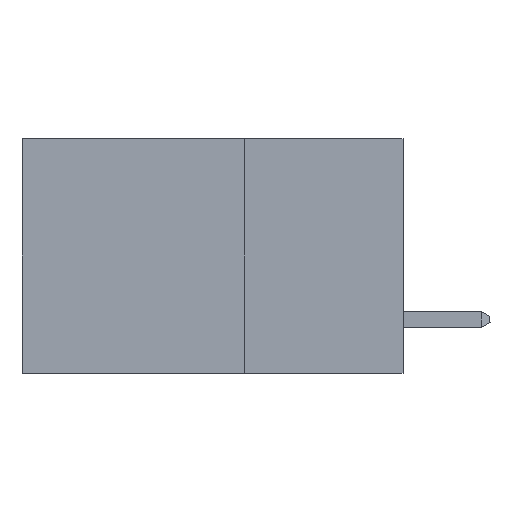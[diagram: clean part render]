
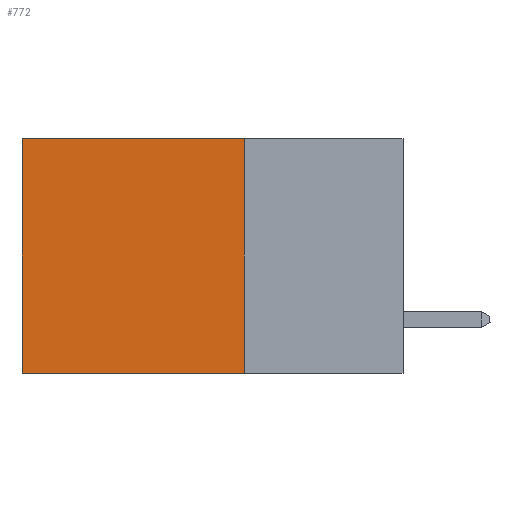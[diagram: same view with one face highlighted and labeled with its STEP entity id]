
A CAD part, left-side view. The second image highlights one B-rep face of the part: STEP entity #772.
In plain terms, the highlighted planar face has unit normal (-1, 0, 0).
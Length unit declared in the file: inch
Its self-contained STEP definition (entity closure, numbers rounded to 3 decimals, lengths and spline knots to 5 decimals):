
#772 = ADVANCED_FACE ( 'NONE', ( #1764 ), #21553, .F. ) ;
#1610 = VECTOR ( 'NONE', #4419, 39.37008 ) ;
#1764 = FACE_OUTER_BOUND ( 'NONE', #23613, .T. ) ;
#3029 = CARTESIAN_POINT ( 'NONE',  ( 0.2875, 0.6, 0. ) ) ;
#3559 = VERTEX_POINT ( 'NONE', #3029 ) ;
#3611 = DIRECTION ( 'NONE',  ( 0., 0., -1. ) ) ;
#3790 = EDGE_CURVE ( 'NONE', #7764, #12113, #6837, .T. ) ;
#4419 = DIRECTION ( 'NONE',  ( 0., 1., 0. ) ) ;
#4911 = DIRECTION ( 'NONE',  ( 0., 0., -1. ) ) ;
#5729 = EDGE_CURVE ( 'NONE', #9065, #3559, #11676, .T. ) ;
#6544 = VECTOR ( 'NONE', #3611, 39.37008 ) ;
#6673 = ORIENTED_EDGE ( 'NONE', *, *, #25133, .T. ) ;
#6795 = CARTESIAN_POINT ( 'NONE',  ( 0.2875, 0.25, -0.37 ) ) ;
#6837 = LINE ( 'NONE', #6795, #1610 ) ;
#6895 = ORIENTED_EDGE ( 'NONE', *, *, #5729, .T. ) ;
#7505 = CARTESIAN_POINT ( 'NONE',  ( 0.2875, 0.25, 0. ) ) ;
#7764 = VERTEX_POINT ( 'NONE', #19455 ) ;
#8109 = DIRECTION ( 'NONE',  ( 0., 0., -1. ) ) ;
#8442 = ORIENTED_EDGE ( 'NONE', *, *, #3790, .F. ) ;
#8815 = EDGE_CURVE ( 'NONE', #9065, #7764, #12986, .T. ) ;
#9065 = VERTEX_POINT ( 'NONE', #20160 ) ;
#9814 = CARTESIAN_POINT ( 'NONE',  ( 0.2875, 0.25, 0. ) ) ;
#10245 = ORIENTED_EDGE ( 'NONE', *, *, #8815, .F. ) ;
#10525 = DIRECTION ( 'NONE',  ( 1., 0., 0. ) ) ;
#11676 = LINE ( 'NONE', #18057, #16267 ) ;
#12113 = VERTEX_POINT ( 'NONE', #20058 ) ;
#12986 = LINE ( 'NONE', #7505, #6544 ) ;
#13632 = AXIS2_PLACEMENT_3D ( 'NONE', #9814, #10525, #8109 ) ;
#16267 = VECTOR ( 'NONE', #17653, 39.37008 ) ;
#16641 = CARTESIAN_POINT ( 'NONE',  ( 0.2875, 0.6, 0. ) ) ;
#17653 = DIRECTION ( 'NONE',  ( 0., 1., 0. ) ) ;
#18057 = CARTESIAN_POINT ( 'NONE',  ( 0.2875, 0.25, 0. ) ) ;
#18307 = VECTOR ( 'NONE', #4911, 39.37008 ) ;
#19455 = CARTESIAN_POINT ( 'NONE',  ( 0.2875, 0.25, -0.37 ) ) ;
#20058 = CARTESIAN_POINT ( 'NONE',  ( 0.2875, 0.6, -0.37 ) ) ;
#20160 = CARTESIAN_POINT ( 'NONE',  ( 0.2875, 0.25, 0. ) ) ;
#20786 = LINE ( 'NONE', #16641, #18307 ) ;
#21553 = PLANE ( 'NONE',  #13632 ) ;
#23613 = EDGE_LOOP ( 'NONE', ( #6673, #8442, #10245, #6895 ) ) ;
#25133 = EDGE_CURVE ( 'NONE', #3559, #12113, #20786, .T. ) ;
